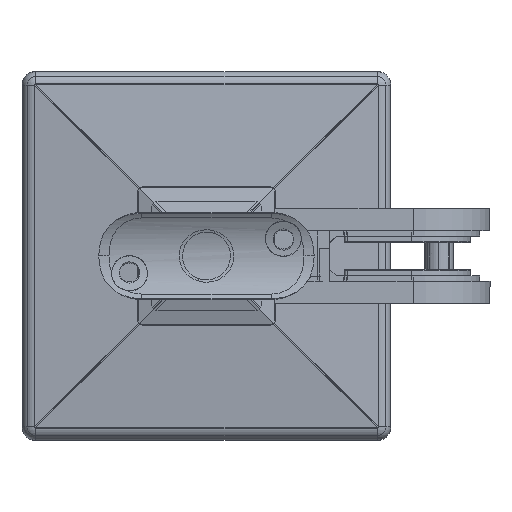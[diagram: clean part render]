
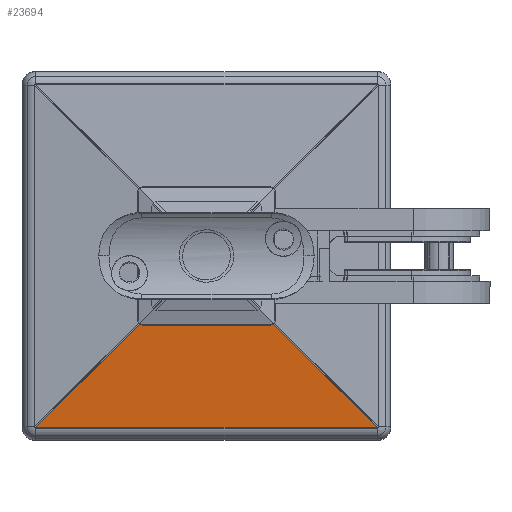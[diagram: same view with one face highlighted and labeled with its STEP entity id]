
A CAD part, front view. The second image highlights one B-rep face of the part: STEP entity #23694.
In plain terms, the highlighted face is planar.
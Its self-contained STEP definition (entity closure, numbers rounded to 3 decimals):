
#660 = VECTOR ( 'NONE', #25525, 1000. ) ;
#1154 = LINE ( 'NONE', #3898, #11187 ) ;
#1459 = DIRECTION ( 'NONE',  ( -1., 0., 0. ) ) ;
#2157 = CARTESIAN_POINT ( 'NONE',  ( 54., -50.354, 21.324 ) ) ;
#2412 = CARTESIAN_POINT ( 'NONE',  ( 18.75, -20.25, 24. ) ) ;
#2800 = VECTOR ( 'NONE', #12277, 1000. ) ;
#2918 = VERTEX_POINT ( 'NONE', #7545 ) ;
#2962 = CARTESIAN_POINT ( 'NONE',  ( -50., -50.354, 21.324 ) ) ;
#3898 = CARTESIAN_POINT ( 'NONE',  ( 54., -20.25, 24. ) ) ;
#4289 = EDGE_CURVE ( 'NONE', #2918, #17519, #11970, .T. ) ;
#4466 = EDGE_CURVE ( 'NONE', #15056, #19159, #26252, .T. ) ;
#4672 = LINE ( 'NONE', #16172, #660 ) ;
#5654 = ORIENTED_EDGE ( 'NONE', *, *, #15689, .T. ) ;
#6243 = EDGE_CURVE ( 'NONE', #19070, #20377, #27992, .T. ) ;
#6267 = CARTESIAN_POINT ( 'NONE',  ( 18.75, -20.25, 24. ) ) ;
#6466 = EDGE_CURVE ( 'NONE', #2918, #15056, #29119, .T. ) ;
#6903 = ORIENTED_EDGE ( 'NONE', *, *, #6243, .T. ) ;
#6994 = CARTESIAN_POINT ( 'NONE',  ( -18.75, -20.25, 24. ) ) ;
#7328 = DIRECTION ( 'NONE',  ( 0., 0.089, -0.996 ) ) ;
#7545 = CARTESIAN_POINT ( 'NONE',  ( 50., -50.354, 21.324 ) ) ;
#8856 = CARTESIAN_POINT ( 'NONE',  ( 19.064, -20.25, 24. ) ) ;
#9637 = EDGE_CURVE ( 'NONE', #19159, #19070, #1154, .T. ) ;
#11187 = VECTOR ( 'NONE', #1459, 1000. ) ;
#11441 = CARTESIAN_POINT ( 'NONE',  ( -19.064, -20.25, 24. ) ) ;
#11515 = DIRECTION ( 'NONE',  ( -1., 0., 0. ) ) ;
#11548 = AXIS2_PLACEMENT_3D ( 'NONE', #26024, #7328, #25418 ) ;
#11970 = LINE ( 'NONE', #2157, #17892 ) ;
#12277 = DIRECTION ( 'NONE',  ( -0.706, 0.706, 0.063 ) ) ;
#13630 = CARTESIAN_POINT ( 'NONE',  ( 19.363, -20.155, 24.008 ) ) ;
#14178 = ORIENTED_EDGE ( 'NONE', *, *, #4289, .F. ) ;
#15031 = ORIENTED_EDGE ( 'NONE', *, *, #9637, .T. ) ;
#15056 = VERTEX_POINT ( 'NONE', #26946 ) ;
#15689 = EDGE_CURVE ( 'NONE', #20377, #17519, #4672, .T. ) ;
#16172 = CARTESIAN_POINT ( 'NONE',  ( -50.176, -50.531, 21.308 ) ) ;
#17308 = CARTESIAN_POINT ( 'NONE',  ( 20.072, -20.426, 23.984 ) ) ;
#17337 = CARTESIAN_POINT ( 'NONE',  ( -18.75, -20.25, 24. ) ) ;
#17519 = VERTEX_POINT ( 'NONE', #2962 ) ;
#17892 = VECTOR ( 'NONE', #11515, 1000. ) ;
#17993 = EDGE_LOOP ( 'NONE', ( #14178, #26374, #23745, #15031, #6903, #5654 ) ) ;
#18496 = CARTESIAN_POINT ( 'NONE',  ( -19.619, -19.973, 24.025 ) ) ;
#19070 = VERTEX_POINT ( 'NONE', #17337 ) ;
#19159 = VERTEX_POINT ( 'NONE', #2412 ) ;
#20061 = CARTESIAN_POINT ( 'NONE',  ( 19.619, -19.973, 24.025 ) ) ;
#20377 = VERTEX_POINT ( 'NONE', #20843 ) ;
#20843 = CARTESIAN_POINT ( 'NONE',  ( -19.619, -19.973, 24.025 ) ) ;
#21101 = CARTESIAN_POINT ( 'NONE',  ( -19.363, -20.155, 24.008 ) ) ;
#23694 = ADVANCED_FACE ( 'NONE', ( #30025 ), #25874, .F. ) ;
#23745 = ORIENTED_EDGE ( 'NONE', *, *, #4466, .T. ) ;
#25418 = DIRECTION ( 'NONE',  ( 0., 0.996, 0.089 ) ) ;
#25525 = DIRECTION ( 'NONE',  ( -0.706, -0.706, -0.063 ) ) ;
#25874 = PLANE ( 'NONE',  #11548 ) ;
#26024 = CARTESIAN_POINT ( 'NONE',  ( 54., -20.25, 24. ) ) ;
#26252 =( BOUNDED_CURVE ( )  B_SPLINE_CURVE ( 3, ( #20061, #13630, #8856, #6267 ),
 .UNSPECIFIED., .F., .T. ) 
 B_SPLINE_CURVE_WITH_KNOTS ( ( 4, 4 ),
 ( 5.666, 6.283 ),
 .UNSPECIFIED. ) 
 CURVE ( )  GEOMETRIC_REPRESENTATION_ITEM ( )  RATIONAL_B_SPLINE_CURVE ( ( 1., 0.968, 0.968, 1. ) ) 
 REPRESENTATION_ITEM ( '' )  );
#26374 = ORIENTED_EDGE ( 'NONE', *, *, #6466, .T. ) ;
#26946 = CARTESIAN_POINT ( 'NONE',  ( 19.619, -19.973, 24.025 ) ) ;
#27992 =( BOUNDED_CURVE ( )  B_SPLINE_CURVE ( 3, ( #6994, #11441, #21101, #18496 ),
 .UNSPECIFIED., .F., .T. ) 
 B_SPLINE_CURVE_WITH_KNOTS ( ( 4, 4 ),
 ( 0., 0.618 ),
 .UNSPECIFIED. ) 
 CURVE ( )  GEOMETRIC_REPRESENTATION_ITEM ( )  RATIONAL_B_SPLINE_CURVE ( ( 1., 0.968, 0.968, 1. ) ) 
 REPRESENTATION_ITEM ( '' )  );
#29119 = LINE ( 'NONE', #17308, #2800 ) ;
#30025 = FACE_OUTER_BOUND ( 'NONE', #17993, .T. ) ;
